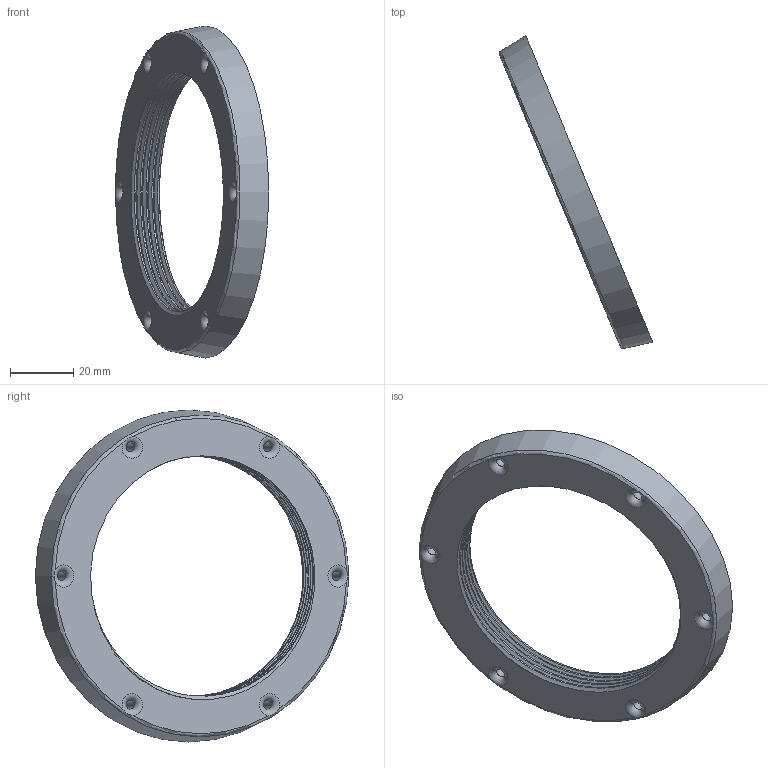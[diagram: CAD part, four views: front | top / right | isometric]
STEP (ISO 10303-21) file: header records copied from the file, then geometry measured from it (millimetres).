
FILE_DESCRIPTION(/* description */ ('','CAx-IF Rec.Pracs.---Representation and Presentation of Product Manufacturing Information (PMI)---4.0---2014-10-13'),/* implementation_level */ '2;1');
FILE_NAME(/* name */ 'porte-MPCC.step',/* time_stamp */ '2025-01-11T20:18:46+01:00',/* author */ (''),/* organization */ (''),/* preprocessor_version */ 'ST-DEVELOPER v20',/* originating_system */ 'Autodesk Translation Framework v13.20.0.188',/* authorisation */ '');
FILE_SCHEMA (('AP242_MANAGED_MODEL_BASED_3D_ENGINEERING_MIM_LF { 1 0 10303 442 1 1 4 }'));
Length unit declared in the file: millimetre
Products named in the file (1): porte-MPCC
Bounding box: 48.5 x 99.05 x 105 mm (x, y, z)
Volume: 36692.3 mm3; surface area: 15078.1 mm2
Topology: 1 solids, 1 shells, 30 faces, 102 edges, 68 vertices
Faces by surface type: cylinder 18, torus 7, plane 2, bspline 2, cone 1
Full cylindrical faces by diameter (mm): 3 x6, 76.022 x4, 78.262 x4
Entity records: 2963 total; most frequent: CARTESIAN_POINT 2039, ORIENTED_EDGE 204, DIRECTION 173, EDGE_CURVE 102, AXIS2_PLACEMENT_3D 78, VERTEX_POINT 68, CIRCLE 49, EDGE_LOOP 38
